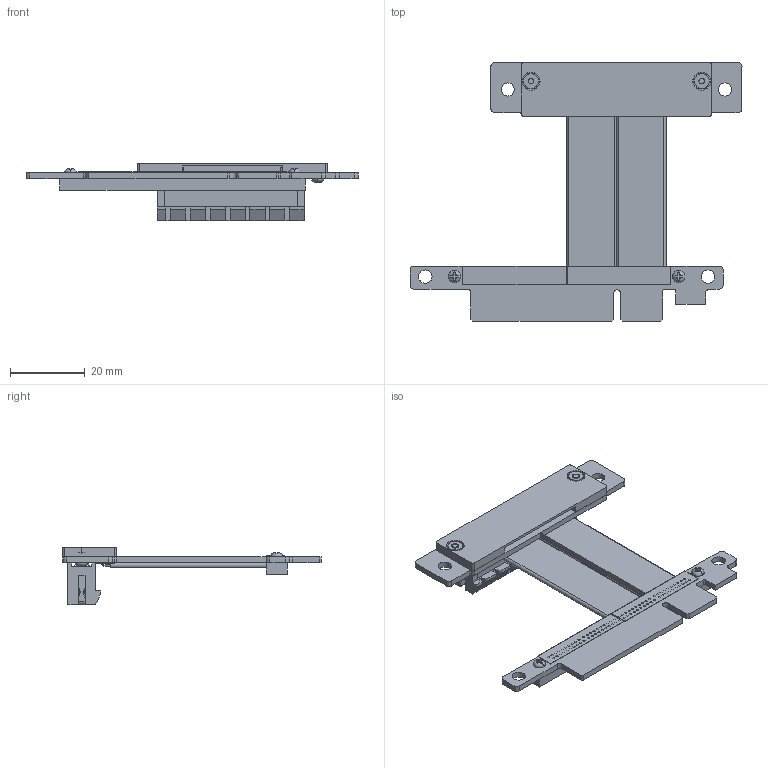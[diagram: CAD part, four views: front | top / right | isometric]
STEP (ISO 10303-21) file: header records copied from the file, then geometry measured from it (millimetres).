
FILE_DESCRIPTION(('Open CASCADE Model'),'2;1');
FILE_NAME('Open CASCADE Shape Model','2020-03-21T03:19:45',('Author'),( 'Open CASCADE'),'Open CASCADE STEP processor 6.8','Open CASCADE 6.8' ,'Unknown');
FILE_SCHEMA(('AUTOMOTIVE_DESIGN { 1 0 10303 214 1 1 1 1 }'));
Length unit declared in the file: millimetre
Products named in the file (92): PCB; Board; Open CASCADE STEP translator 6.8 31.1.1; Free-Models; G0033_RGB9411503; Hexagon_nut_ISO_4032_(DIN_934)_-_M2_RGB9411503; PCIe_x4_SF_open_Lotes_RGB4404530; RP22R-PAD; Tape28x5_RGB0; R8S-PAD-20170526; cable20-43
Assembly tree (263 placements, depth 3):
  PCB
    Board
      Open CASCADE STEP translator 6.8 31.1.1
    Free-Models
      G0033_RGB9411503  x4
      Hexagon_nut_ISO_4032_(DIN_934)_-_M2_RGB9411503  x4
      PCIe_x4_SF_open_Lotes_RGB4404530
      RP22R-PAD
      Tape28x5_RGB0  x3
      R8S-PAD-20170526
      cable20-43  x4
      cable20-43  x2
      cable20-43  x4
      cable20-43  x2
      cable20-43  x4
      cable20-43  x2
      cable20-43  x4
      cable20-43  x2
      cable20-43  x4
      cable20-43  x2
      cable20-43  x4
      cable20-43  x2
      cable20-43  x4
      cable20-43  x2
      cable20-43  x4
      cable20-43  x2
      cable20-43  x4
      cable20-43  x2
      cable20-43  x4
      cable20-43  x2
      cable20-43  x4
      cable20-43  x2
      cable20-43  x4
      cable20-43  x2
      cable20-43  x4
      cable20-43  x2
      cable20-43  x4
      cable20-43  x2
      cable20-43  x4
      cable20-43  x2
      cable20-43  x4
      cable20-43  x2
      cable20-43  x4
      cable20-43  x2
      cable20-43  x4
      cable20-43  x2
      cable20-43  x4
      cable20-43  x2
      cable20-43  x4
      cable20-43  x2
      cable20-43  x4
      cable20-43  x2
      cable20-43  x4
      cable20-43  x2
      cable20-43  x4
      cable20-43  x2
      cable20-43  x4
      cable20-43  x2
      cable20-43  x4
      cable20-43  x2
Bounding box: 88.65 x 69.07 x 15.32 mm (x, y, z)
Volume: 11477.7 mm3; surface area: 27563.4 mm2
Topology: 261 solids, 261 shells, 4813 faces, 10930 edges, 6795 vertices
Faces by surface type: plane 2360, cylinder 1761, bspline 396, revolution 248, cone 48
Full cylindrical faces by diameter (mm): 0.4 x600, 0.6 x120, 0.7 x64, 1.2 x4, 1.6 x64, 2 x4, 2.2 x8, 2.35 x2, 2.4 x2, 3.5 x2, 3.6 x2, 4 x2, 4.8 x2
Entity records: 148532 total; most frequent: CARTESIAN_POINT 27509, ORIENTED_EDGE 18028, DIRECTION 17281, EDGE_CURVE 9014, AXIS2_PLACEMENT_3D 5749, LINE 5701, VECTOR 5701, VERTEX_POINT 5583
